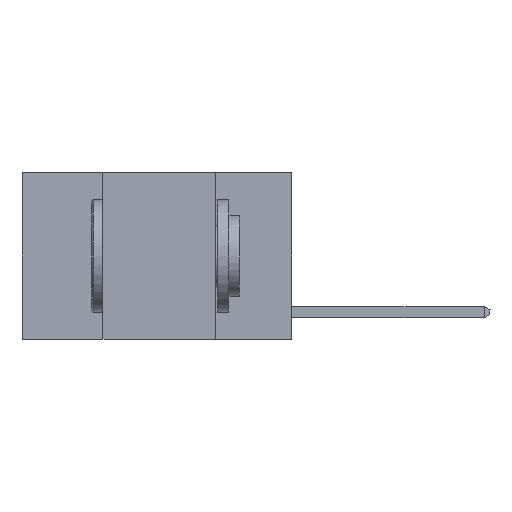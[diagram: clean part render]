
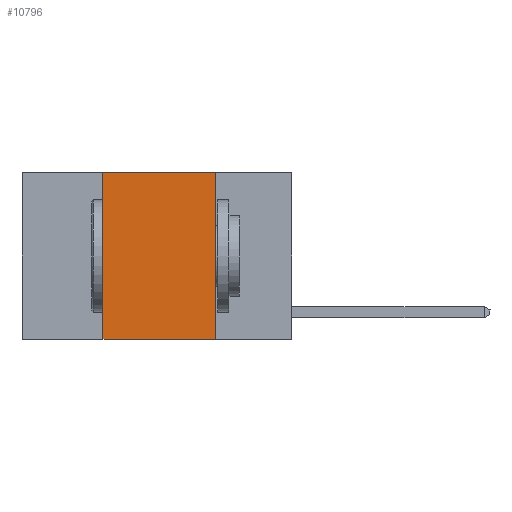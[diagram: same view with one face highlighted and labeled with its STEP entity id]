
A CAD part, left-side view. The second image highlights one B-rep face of the part: STEP entity #10796.
In plain terms, the highlighted planar face has unit normal (-1, 0, 0).
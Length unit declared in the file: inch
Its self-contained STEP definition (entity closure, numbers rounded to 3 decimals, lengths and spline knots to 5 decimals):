
#29 = CARTESIAN_POINT ( 'NONE',  ( 0., 0.6, 0. ) ) ;
#285 = DIRECTION ( 'NONE',  ( 0., 0., 1. ) ) ;
#824 = LINE ( 'NONE', #8902, #10222 ) ;
#1010 = AXIS2_PLACEMENT_3D ( 'NONE', #11378, #9541, #22770 ) ;
#1243 = FACE_OUTER_BOUND ( 'NONE', #1799, .T. ) ;
#1286 = EDGE_CURVE ( 'NONE', #16971, #4850, #21728, .T. ) ;
#1528 = CARTESIAN_POINT ( 'NONE',  ( 0., 0.42, 0. ) ) ;
#1799 = EDGE_LOOP ( 'NONE', ( #19211, #19789, #10316, #11523 ) ) ;
#2214 = EDGE_CURVE ( 'NONE', #4850, #21221, #7166, .T. ) ;
#2263 = VECTOR ( 'NONE', #285, 39.37008 ) ;
#3329 = DIRECTION ( 'NONE',  ( 0., -1., 0. ) ) ;
#3395 = VERTEX_POINT ( 'NONE', #8465 ) ;
#4086 = EDGE_CURVE ( 'NONE', #16971, #3395, #23050, .T. ) ;
#4850 = VERTEX_POINT ( 'NONE', #1528 ) ;
#6028 = VECTOR ( 'NONE', #3329, 39.37008 ) ;
#7166 = LINE ( 'NONE', #29, #6028 ) ;
#8465 = CARTESIAN_POINT ( 'NONE',  ( 0., 0.17, -0.37 ) ) ;
#8902 = CARTESIAN_POINT ( 'NONE',  ( 0., 0.17, 0. ) ) ;
#9541 = DIRECTION ( 'NONE',  ( 1., 0., 0. ) ) ;
#10222 = VECTOR ( 'NONE', #20258, 39.37008 ) ;
#10316 = ORIENTED_EDGE ( 'NONE', *, *, #1286, .F. ) ;
#10666 = CARTESIAN_POINT ( 'NONE',  ( 0., 0.42, -0.37 ) ) ;
#10796 = ADVANCED_FACE ( 'NONE', ( #1243 ), #17113, .F. ) ;
#11378 = CARTESIAN_POINT ( 'NONE',  ( 0., 0.6, 0. ) ) ;
#11523 = ORIENTED_EDGE ( 'NONE', *, *, #4086, .T. ) ;
#12115 = CARTESIAN_POINT ( 'NONE',  ( 0., 0.17, 0. ) ) ;
#12989 = VECTOR ( 'NONE', #16506, 39.37008 ) ;
#16506 = DIRECTION ( 'NONE',  ( 0., -1., 0. ) ) ;
#16746 = CARTESIAN_POINT ( 'NONE',  ( 0., 0.42, 0. ) ) ;
#16971 = VERTEX_POINT ( 'NONE', #10666 ) ;
#17028 = EDGE_CURVE ( 'NONE', #21221, #3395, #824, .T. ) ;
#17113 = PLANE ( 'NONE',  #1010 ) ;
#19211 = ORIENTED_EDGE ( 'NONE', *, *, #17028, .F. ) ;
#19789 = ORIENTED_EDGE ( 'NONE', *, *, #2214, .F. ) ;
#20258 = DIRECTION ( 'NONE',  ( 0., 0., -1. ) ) ;
#21221 = VERTEX_POINT ( 'NONE', #12115 ) ;
#21728 = LINE ( 'NONE', #16746, #2263 ) ;
#22087 = CARTESIAN_POINT ( 'NONE',  ( 0., 0.6, -0.37 ) ) ;
#22770 = DIRECTION ( 'NONE',  ( 0., 0., -1. ) ) ;
#23050 = LINE ( 'NONE', #22087, #12989 ) ;
